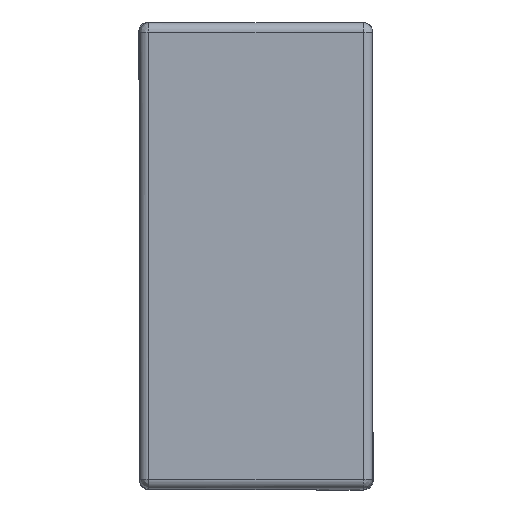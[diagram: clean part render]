
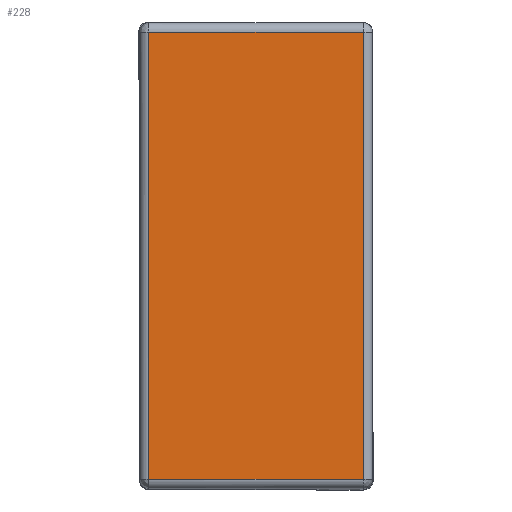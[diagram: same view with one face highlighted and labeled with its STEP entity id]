
A CAD part, top view. The second image highlights one B-rep face of the part: STEP entity #228.
In plain terms, the highlighted planar face has unit normal (0, 0, 1).
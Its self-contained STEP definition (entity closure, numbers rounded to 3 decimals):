
#45 = EDGE_CURVE ( 'NONE', #3731, #3317, #1835, .T. ) ;
#228 = ADVANCED_FACE ( 'NONE', ( #5421 ), #3216, .T. ) ;
#591 = B_SPLINE_CURVE_WITH_KNOTS ( 'NONE', 1,
 ( #2138, #7202 ),
 .UNSPECIFIED., .F., .F.,
 ( 2, 2 ),
 ( -1.86, -1.4 ),
 .UNSPECIFIED. ) ;
#959 = CARTESIAN_POINT ( 'NONE',  ( -0.24, 0.49, 0.345 ) ) ;
#1807 = B_SPLINE_CURVE_WITH_KNOTS ( 'NONE', 1,
 ( #6735, #2299 ),
 .UNSPECIFIED., .F., .F.,
 ( 2, 2 ),
 ( -1.4, -0.44 ),
 .UNSPECIFIED. ) ;
#1835 = B_SPLINE_CURVE_WITH_KNOTS ( 'NONE', 1,
 ( #3363, #4854 ),
 .UNSPECIFIED., .F., .F.,
 ( 2, 2 ),
 ( 0.02, 0.98 ),
 .UNSPECIFIED. ) ;
#2114 = CARTESIAN_POINT ( 'NONE',  ( 0.23, 0.48, 0.345 ) ) ;
#2138 = CARTESIAN_POINT ( 'NONE',  ( -0.23, -0.48, 0.345 ) ) ;
#2299 = CARTESIAN_POINT ( 'NONE',  ( 0.23, 0.48, 0.345 ) ) ;
#3066 = DIRECTION ( 'NONE',  ( 0., 0., 1. ) ) ;
#3216 = PLANE ( 'NONE',  #7012 ) ;
#3255 = B_SPLINE_CURVE_WITH_KNOTS ( 'NONE', 1,
 ( #3601, #6298 ),
 .UNSPECIFIED., .F., .F.,
 ( 2, 2 ),
 ( -0.44, 0.02 ),
 .UNSPECIFIED. ) ;
#3317 = VERTEX_POINT ( 'NONE', #4979 ) ;
#3363 = CARTESIAN_POINT ( 'NONE',  ( -0.23, 0.48, 0.345 ) ) ;
#3454 = EDGE_LOOP ( 'NONE', ( #6515, #5368, #4970, #4709 ) ) ;
#3601 = CARTESIAN_POINT ( 'NONE',  ( 0.23, 0.48, 0.345 ) ) ;
#3731 = VERTEX_POINT ( 'NONE', #6913 ) ;
#4000 = VERTEX_POINT ( 'NONE', #2114 ) ;
#4396 = EDGE_CURVE ( 'NONE', #3317, #5161, #591, .T. ) ;
#4709 = ORIENTED_EDGE ( 'NONE', *, *, #45, .T. ) ;
#4737 = EDGE_CURVE ( 'NONE', #4000, #3731, #3255, .T. ) ;
#4854 = CARTESIAN_POINT ( 'NONE',  ( -0.23, -0.48, 0.345 ) ) ;
#4911 = DIRECTION ( 'NONE',  ( 1., 0., 0. ) ) ;
#4970 = ORIENTED_EDGE ( 'NONE', *, *, #4737, .T. ) ;
#4979 = CARTESIAN_POINT ( 'NONE',  ( -0.23, -0.48, 0.345 ) ) ;
#5161 = VERTEX_POINT ( 'NONE', #5252 ) ;
#5252 = CARTESIAN_POINT ( 'NONE',  ( 0.23, -0.48, 0.345 ) ) ;
#5368 = ORIENTED_EDGE ( 'NONE', *, *, #6993, .T. ) ;
#5421 = FACE_OUTER_BOUND ( 'NONE', #3454, .T. ) ;
#6298 = CARTESIAN_POINT ( 'NONE',  ( -0.23, 0.48, 0.345 ) ) ;
#6515 = ORIENTED_EDGE ( 'NONE', *, *, #4396, .T. ) ;
#6735 = CARTESIAN_POINT ( 'NONE',  ( 0.23, -0.48, 0.345 ) ) ;
#6913 = CARTESIAN_POINT ( 'NONE',  ( -0.23, 0.48, 0.345 ) ) ;
#6993 = EDGE_CURVE ( 'NONE', #5161, #4000, #1807, .T. ) ;
#7012 = AXIS2_PLACEMENT_3D ( 'NONE', #959, #3066, #4911 ) ;
#7202 = CARTESIAN_POINT ( 'NONE',  ( 0.23, -0.48, 0.345 ) ) ;
